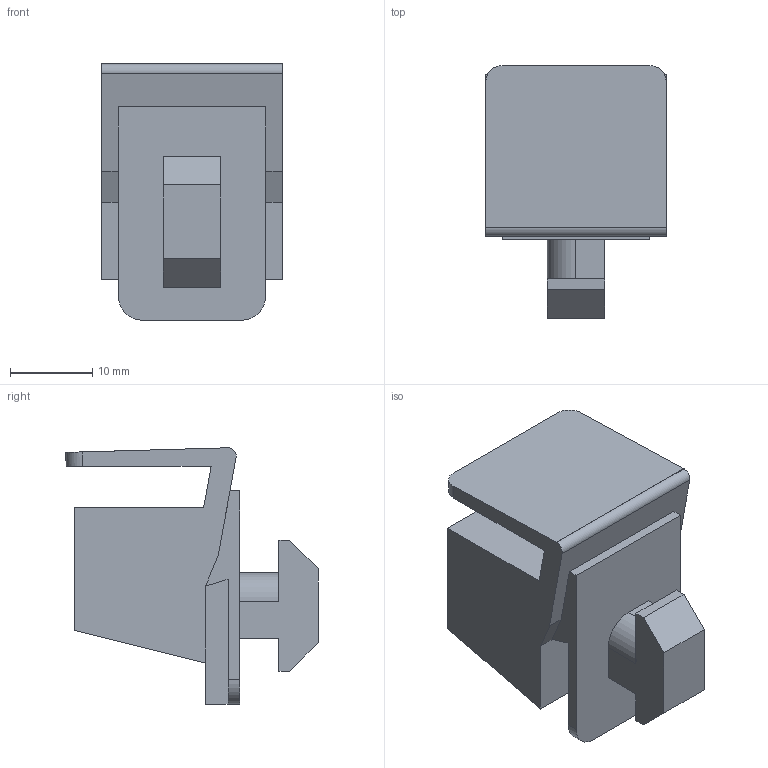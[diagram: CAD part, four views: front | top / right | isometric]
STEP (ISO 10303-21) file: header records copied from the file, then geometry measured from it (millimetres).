
FILE_DESCRIPTION (( 'STEP AP214' ), '1' );
FILE_NAME ('7228300', '2019-02-04T09:50:03', ( '' ), ('JUGARD+KÜNSTNER GmbH'), 'SwSTEP 2.0', 'SolidWorks 2017', '' );
FILE_SCHEMA (( 'AUTOMOTIVE_DESIGN' ));
Length unit declared in the file: millimetre
Products named in the file (1): 7228300_CNAJF00
Bounding box: 22 x 30.78 x 31.26 mm (x, y, z)
Volume: 9330.7 mm3; surface area: 4365.7 mm2
Topology: 1 solids, 1 shells, 45 faces, 122 edges, 80 vertices
Faces by surface type: plane 37, cylinder 8
Entity records: 1927 total; most frequent: CARTESIAN_POINT 254, ORIENTED_EDGE 244, DIRECTION 226, EDGE_CURVE 122, LINE 106, VECTOR 106, VERTEX_POINT 80, AXIS2_PLACEMENT_3D 60
